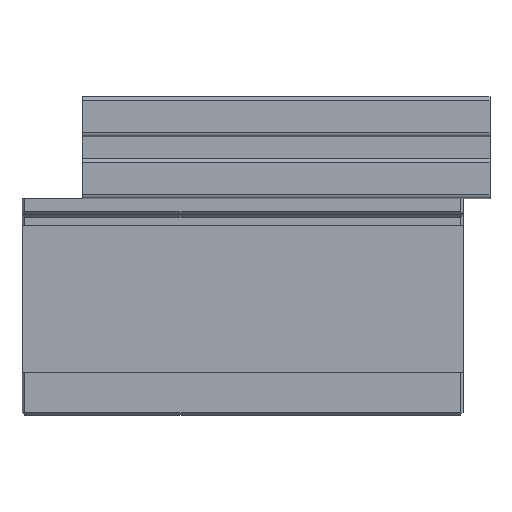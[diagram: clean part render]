
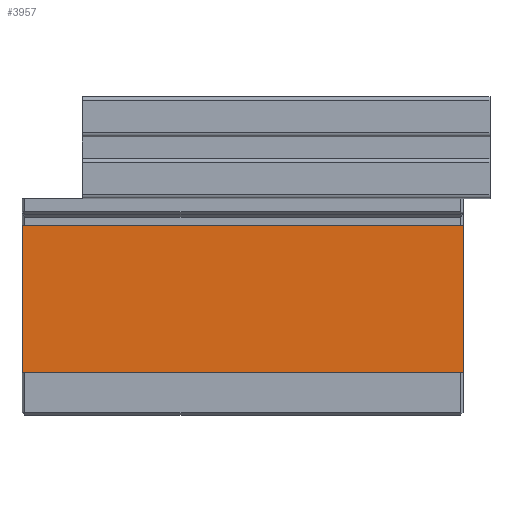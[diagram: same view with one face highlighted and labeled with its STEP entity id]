
A CAD part, top view. The second image highlights one B-rep face of the part: STEP entity #3957.
In plain terms, the highlighted planar face has unit normal (0, 0, 1).
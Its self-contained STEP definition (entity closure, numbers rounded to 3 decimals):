
#3848 = VERTEX_POINT('',#3849);
#3849 = CARTESIAN_POINT('',(-22.6,-65.,24.));
#3855 = EDGE_CURVE('',#3856,#3848,#3858,.T.);
#3856 = VERTEX_POINT('',#3857);
#3857 = CARTESIAN_POINT('',(-22.6,-10.,24.));
#3858 = LINE('',#3859,#3860);
#3859 = CARTESIAN_POINT('',(-22.6,-65.,24.));
#3860 = VECTOR('',#3861,1.);
#3861 = DIRECTION('',(0.,-1.,0.));
#3886 = EDGE_CURVE('',#3887,#3856,#3889,.T.);
#3887 = VERTEX_POINT('',#3888);
#3888 = CARTESIAN_POINT('',(142.4,-10.,24.));
#3889 = LINE('',#3890,#3891);
#3890 = CARTESIAN_POINT('',(-22.6,-10.,24.));
#3891 = VECTOR('',#3892,1.);
#3892 = DIRECTION('',(-1.,0.,0.));
#3917 = EDGE_CURVE('',#3918,#3887,#3920,.T.);
#3918 = VERTEX_POINT('',#3919);
#3919 = CARTESIAN_POINT('',(142.4,-65.,24.));
#3920 = LINE('',#3921,#3922);
#3921 = CARTESIAN_POINT('',(142.4,-10.,24.));
#3922 = VECTOR('',#3923,1.);
#3923 = DIRECTION('',(0.,1.,0.));
#3946 = EDGE_CURVE('',#3848,#3918,#3947,.T.);
#3947 = LINE('',#3948,#3949);
#3948 = CARTESIAN_POINT('',(142.4,-65.,24.));
#3949 = VECTOR('',#3950,1.);
#3950 = DIRECTION('',(1.,0.,0.));
#3957 = ADVANCED_FACE('',(#3958),#3964,.T.);
#3958 = FACE_BOUND('',#3959,.T.);
#3959 = EDGE_LOOP('',(#3960,#3961,#3962,#3963));
#3960 = ORIENTED_EDGE('',*,*,#3946,.T.);
#3961 = ORIENTED_EDGE('',*,*,#3917,.T.);
#3962 = ORIENTED_EDGE('',*,*,#3886,.T.);
#3963 = ORIENTED_EDGE('',*,*,#3855,.T.);
#3964 = PLANE('',#3965);
#3965 = AXIS2_PLACEMENT_3D('',#3966,#3967,#3968);
#3966 = CARTESIAN_POINT('',(59.9,-37.5,24.));
#3967 = DIRECTION('',(0.,0.,1.));
#3968 = DIRECTION('',(1.,0.,-0.));
